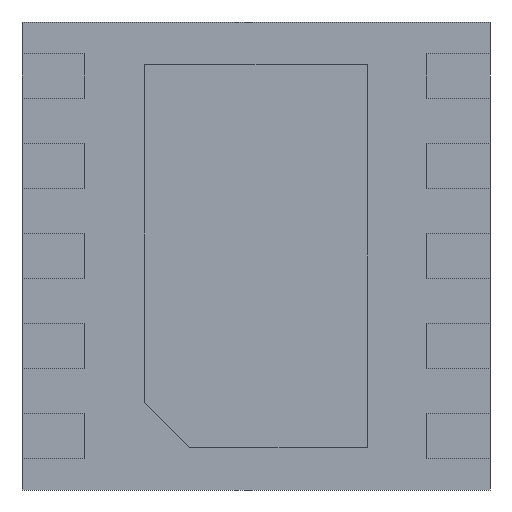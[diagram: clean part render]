
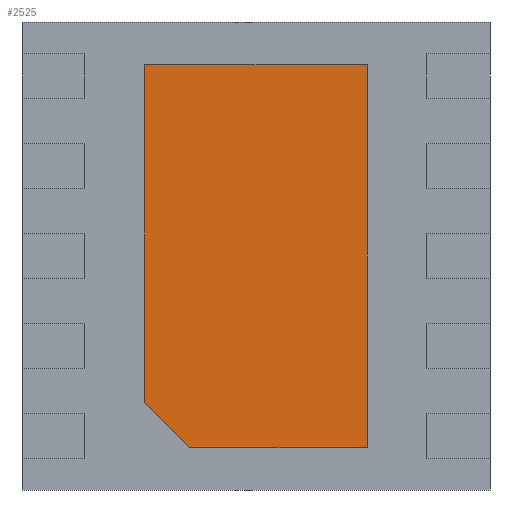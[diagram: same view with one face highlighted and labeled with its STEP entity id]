
A CAD part, front view. The second image highlights one B-rep face of the part: STEP entity #2525.
In plain terms, the highlighted planar face has unit normal (0, -1, 0).
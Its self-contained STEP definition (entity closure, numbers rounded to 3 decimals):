
#100 = VERTEX_POINT ( 'NONE', #2687 ) ;
#131 = LINE ( 'NONE', #2570, #2702 ) ;
#136 = VECTOR ( 'NONE', #2958, 1000. ) ;
#177 = LINE ( 'NONE', #2401, #1417 ) ;
#213 = DIRECTION ( 'NONE',  ( -1., 0., 0. ) ) ;
#244 = ORIENTED_EDGE ( 'NONE', *, *, #1179, .T. ) ;
#295 = ORIENTED_EDGE ( 'NONE', *, *, #748, .T. ) ;
#387 = LINE ( 'NONE', #2858, #1583 ) ;
#516 = PLANE ( 'NONE',  #2467 ) ;
#556 = DIRECTION ( 'NONE',  ( 0., 0., -1. ) ) ;
#638 = DIRECTION ( 'NONE',  ( -0.707, 0., -0.707 ) ) ;
#748 = EDGE_CURVE ( 'NONE', #3518, #100, #387, .T. ) ;
#870 = ORIENTED_EDGE ( 'NONE', *, *, #3745, .T. ) ;
#1173 = EDGE_CURVE ( 'NONE', #1816, #2139, #2685, .T. ) ;
#1179 = EDGE_CURVE ( 'NONE', #100, #1816, #177, .T. ) ;
#1231 = CARTESIAN_POINT ( 'NONE',  ( 1.063, -0.05, -0.617 ) ) ;
#1408 = LINE ( 'NONE', #2925, #1462 ) ;
#1417 = VECTOR ( 'NONE', #3011, 1000. ) ;
#1462 = VECTOR ( 'NONE', #638, 1000. ) ;
#1583 = VECTOR ( 'NONE', #556, 1000. ) ;
#1698 = DIRECTION ( 'NONE',  ( 0., -1., 0. ) ) ;
#1816 = VERTEX_POINT ( 'NONE', #2061 ) ;
#1931 = ORIENTED_EDGE ( 'NONE', *, *, #1173, .T. ) ;
#2020 = DIRECTION ( 'NONE',  ( 0., 0., -1. ) ) ;
#2026 = FACE_OUTER_BOUND ( 'NONE', #2227, .T. ) ;
#2061 = CARTESIAN_POINT ( 'NONE',  ( 1.063, -0.05, -0.617 ) ) ;
#2139 = VERTEX_POINT ( 'NONE', #2206 ) ;
#2206 = CARTESIAN_POINT ( 'NONE',  ( 1.063, -0.05, 0.617 ) ) ;
#2227 = EDGE_LOOP ( 'NONE', ( #295, #244, #1931, #870, #3218 ) ) ;
#2401 = CARTESIAN_POINT ( 'NONE',  ( -1.063, -0.05, -0.617 ) ) ;
#2467 = AXIS2_PLACEMENT_3D ( 'NONE', #2576, #1698, #2020 ) ;
#2525 = ADVANCED_FACE ( 'NONE', ( #2026 ), #516, .T. ) ;
#2570 = CARTESIAN_POINT ( 'NONE',  ( 1.063, -0.05, 0.617 ) ) ;
#2576 = CARTESIAN_POINT ( 'NONE',  ( 0., -0.05, 0. ) ) ;
#2669 = CARTESIAN_POINT ( 'NONE',  ( -1.063, -0.05, 0.367 ) ) ;
#2685 = LINE ( 'NONE', #1231, #136 ) ;
#2687 = CARTESIAN_POINT ( 'NONE',  ( -1.063, -0.05, -0.617 ) ) ;
#2702 = VECTOR ( 'NONE', #213, 1000. ) ;
#2858 = CARTESIAN_POINT ( 'NONE',  ( -1.063, -0.05, 0.367 ) ) ;
#2925 = CARTESIAN_POINT ( 'NONE',  ( -0.813, -0.05, 0.617 ) ) ;
#2958 = DIRECTION ( 'NONE',  ( 0., 0., 1. ) ) ;
#3011 = DIRECTION ( 'NONE',  ( 1., 0., 0. ) ) ;
#3078 = VERTEX_POINT ( 'NONE', #3435 ) ;
#3218 = ORIENTED_EDGE ( 'NONE', *, *, #3666, .T. ) ;
#3435 = CARTESIAN_POINT ( 'NONE',  ( -0.813, -0.05, 0.617 ) ) ;
#3518 = VERTEX_POINT ( 'NONE', #2669 ) ;
#3666 = EDGE_CURVE ( 'NONE', #3078, #3518, #1408, .T. ) ;
#3745 = EDGE_CURVE ( 'NONE', #2139, #3078, #131, .T. ) ;
